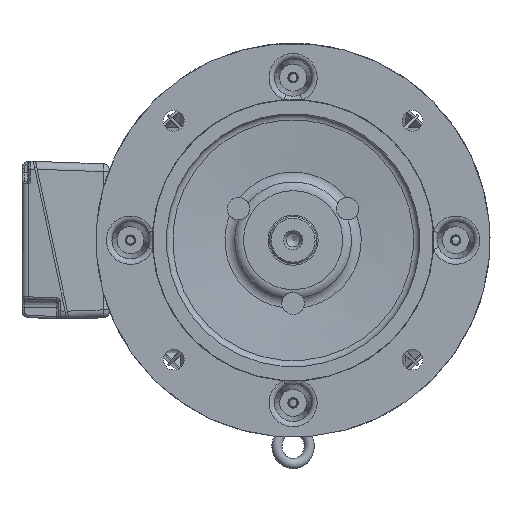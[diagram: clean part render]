
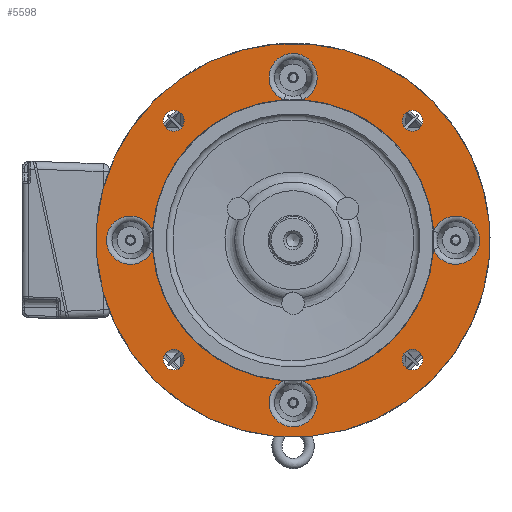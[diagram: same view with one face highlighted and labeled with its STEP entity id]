
A CAD part, left-side view. The second image highlights one B-rep face of the part: STEP entity #5598.
In plain terms, the highlighted planar face has unit normal (-1, 0, 0).
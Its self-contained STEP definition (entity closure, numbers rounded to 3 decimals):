
#5598 = ADVANCED_FACE( '', ( #13517, #13518, #13519, #13520, #13521, #13522 ), #13523, .T. );
#13517 = FACE_BOUND( '', #44926, .T. );
#13518 = FACE_BOUND( '', #44927, .T. );
#13519 = FACE_BOUND( '', #44928, .T. );
#13520 = FACE_BOUND( '', #44929, .T. );
#13521 = FACE_OUTER_BOUND( '', #44930, .T. );
#13522 = FACE_BOUND( '', #44931, .T. );
#13523 = PLANE( '', #44932 );
#44926 = EDGE_LOOP( '', ( #86994 ) );
#44927 = EDGE_LOOP( '', ( #86995 ) );
#44928 = EDGE_LOOP( '', ( #86996 ) );
#44929 = EDGE_LOOP( '', ( #86997 ) );
#44930 = EDGE_LOOP( '', ( #86998 ) );
#44931 = EDGE_LOOP( '', ( #86999, #87000, #87001, #87002, #87003, #87004, #87005, #87006 ) );
#44932 = AXIS2_PLACEMENT_3D( '', #87007, #87008, #87009 );
#86994 = ORIENTED_EDGE( '', *, *, #107156, .T. );
#86995 = ORIENTED_EDGE( '', *, *, #106876, .T. );
#86996 = ORIENTED_EDGE( '', *, *, #111988, .T. );
#86997 = ORIENTED_EDGE( '', *, *, #107230, .T. );
#86998 = ORIENTED_EDGE( '', *, *, #111989, .T. );
#86999 = ORIENTED_EDGE( '', *, *, #111990, .F. );
#87000 = ORIENTED_EDGE( '', *, *, #111991, .T. );
#87001 = ORIENTED_EDGE( '', *, *, #111992, .F. );
#87002 = ORIENTED_EDGE( '', *, *, #111993, .T. );
#87003 = ORIENTED_EDGE( '', *, *, #111994, .F. );
#87004 = ORIENTED_EDGE( '', *, *, #107893, .T. );
#87005 = ORIENTED_EDGE( '', *, *, #111995, .F. );
#87006 = ORIENTED_EDGE( '', *, *, #111996, .T. );
#87007 = CARTESIAN_POINT( '', ( -41.5, -120.741, 32.352 ) );
#87008 = DIRECTION( '', ( -1., 0., 0. ) );
#87009 = DIRECTION( '', ( 0., -0.259, -0.966 ) );
#106876 = EDGE_CURVE( '', #119538, #119538, #119539, .T. );
#107156 = EDGE_CURVE( '', #120046, #120046, #120047, .T. );
#107230 = EDGE_CURVE( '', #120174, #120174, #120175, .T. );
#107893 = EDGE_CURVE( '', #121318, #121323, #121325, .F. );
#111988 = EDGE_CURVE( '', #127937, #127937, #127938, .T. );
#111989 = EDGE_CURVE( '', #127939, #127939, #127940, .T. );
#111990 = EDGE_CURVE( '', #126536, #127941, #127942, .T. );
#111991 = EDGE_CURVE( '', #126536, #126534, #127943, .F. );
#111992 = EDGE_CURVE( '', #124236, #126534, #127944, .T. );
#111993 = EDGE_CURVE( '', #124236, #124232, #127945, .F. );
#111994 = EDGE_CURVE( '', #121318, #124232, #127946, .T. );
#111995 = EDGE_CURVE( '', #127947, #121323, #127948, .T. );
#111996 = EDGE_CURVE( '', #127947, #127941, #127949, .F. );
#119538 = VERTEX_POINT( '', #142457 );
#119539 = CIRCLE( '', #142458, 9.25 );
#120046 = VERTEX_POINT( '', #144448 );
#120047 = CIRCLE( '', #144449, 9.25 );
#120174 = VERTEX_POINT( '', #144889 );
#120175 = CIRCLE( '', #144890, 9.25 );
#121318 = VERTEX_POINT( '', #150083 );
#121323 = VERTEX_POINT( '', #150088 );
#121325 = CIRCLE( '', #150090, 21.397 );
#124232 = VERTEX_POINT( '', #162861 );
#124236 = VERTEX_POINT( '', #162909 );
#126534 = VERTEX_POINT( '', #172982 );
#126536 = VERTEX_POINT( '', #172984 );
#127937 = VERTEX_POINT( '', #178718 );
#127938 = CIRCLE( '', #178719, 9.25 );
#127939 = VERTEX_POINT( '', #178720 );
#127940 = CIRCLE( '', #178721, 175. );
#127941 = VERTEX_POINT( '', #178722 );
#127942 = CIRCLE( '', #178723, 125. );
#127943 = CIRCLE( '', #178724, 21.397 );
#127944 = CIRCLE( '', #178725, 125. );
#127945 = CIRCLE( '', #178726, 21.397 );
#127946 = CIRCLE( '', #178727, 125. );
#127947 = VERTEX_POINT( '', #178728 );
#127948 = CIRCLE( '', #178729, 125. );
#127949 = CIRCLE( '', #178730, 21.397 );
#142457 = CARTESIAN_POINT( '', ( -41.5, 103.672, 97.131 ) );
#142458 = AXIS2_PLACEMENT_3D( '', #209101, #209102, #209103 );
#144448 = CARTESIAN_POINT( '', ( -41.5, -97.131, 103.672 ) );
#144449 = AXIS2_PLACEMENT_3D( '', #209383, #209384, #209385 );
#144889 = CARTESIAN_POINT( '', ( -41.5, -103.672, -97.131 ) );
#144890 = AXIS2_PLACEMENT_3D( '', #209454, #209455, #209456 );
#150083 = CARTESIAN_POINT( '', ( -41.5, -8.188, -124.732 ) );
#150088 = CARTESIAN_POINT( '', ( -41.5, 8.188, -124.732 ) );
#150090 = AXIS2_PLACEMENT_3D( '', #210132, #210133, #210134 );
#162861 = CARTESIAN_POINT( '', ( -41.5, -124.732, -8.188 ) );
#162909 = CARTESIAN_POINT( '', ( -41.5, -124.732, 8.188 ) );
#172982 = CARTESIAN_POINT( '', ( -41.5, -8.188, 124.732 ) );
#172984 = CARTESIAN_POINT( '', ( -41.5, 8.188, 124.732 ) );
#178718 = CARTESIAN_POINT( '', ( -41.5, 97.131, -103.672 ) );
#178719 = AXIS2_PLACEMENT_3D( '', #214415, #214416, #214417 );
#178720 = CARTESIAN_POINT( '', ( -41.5, -45.293, -169.037 ) );
#178721 = AXIS2_PLACEMENT_3D( '', #214418, #214419, #214420 );
#178722 = CARTESIAN_POINT( '', ( -41.5, 124.732, 8.188 ) );
#178723 = AXIS2_PLACEMENT_3D( '', #214421, #214422, #214423 );
#178724 = AXIS2_PLACEMENT_3D( '', #214424, #214425, #214426 );
#178725 = AXIS2_PLACEMENT_3D( '', #214427, #214428, #214429 );
#178726 = AXIS2_PLACEMENT_3D( '', #214430, #214431, #214432 );
#178727 = AXIS2_PLACEMENT_3D( '', #214433, #214434, #214435 );
#178728 = CARTESIAN_POINT( '', ( -41.5, 124.732, -8.188 ) );
#178729 = AXIS2_PLACEMENT_3D( '', #214436, #214437, #214438 );
#178730 = AXIS2_PLACEMENT_3D( '', #214439, #214440, #214441 );
#209101 = CARTESIAN_POINT( '', ( -41.5, 106.066, 106.066 ) );
#209102 = DIRECTION( '', ( 1., 0., 0. ) );
#209103 = DIRECTION( '', ( 0., -0.259, -0.966 ) );
#209383 = CARTESIAN_POINT( '', ( -41.5, -106.066, 106.066 ) );
#209384 = DIRECTION( '', ( 1., 0., 0. ) );
#209385 = DIRECTION( '', ( 0., 0.966, -0.259 ) );
#209454 = CARTESIAN_POINT( '', ( -41.5, -106.066, -106.066 ) );
#209455 = DIRECTION( '', ( 1., 0., 0. ) );
#209456 = DIRECTION( '', ( 0., 0.259, 0.966 ) );
#210132 = CARTESIAN_POINT( '', ( -41.5, 0., -144.5 ) );
#210133 = DIRECTION( '', ( -1., 0., 0. ) );
#210134 = DIRECTION( '', ( 0., -0.259, -0.966 ) );
#214415 = CARTESIAN_POINT( '', ( -41.5, 106.066, -106.066 ) );
#214416 = DIRECTION( '', ( 1., 0., 0. ) );
#214417 = DIRECTION( '', ( 0., -0.966, 0.259 ) );
#214418 = CARTESIAN_POINT( '', ( -41.5, 0., 0. ) );
#214419 = DIRECTION( '', ( -1., 0., 0. ) );
#214420 = DIRECTION( '', ( 0., -0.259, -0.966 ) );
#214421 = CARTESIAN_POINT( '', ( -41.5, 0., 0. ) );
#214422 = DIRECTION( '', ( -1., 0., 0. ) );
#214423 = DIRECTION( '', ( 0., -0.259, -0.966 ) );
#214424 = CARTESIAN_POINT( '', ( -41.5, 0., 144.5 ) );
#214425 = DIRECTION( '', ( -1., 0., 0. ) );
#214426 = DIRECTION( '', ( 0., -0.259, -0.966 ) );
#214427 = CARTESIAN_POINT( '', ( -41.5, 0., 0. ) );
#214428 = DIRECTION( '', ( -1., 0., 0. ) );
#214429 = DIRECTION( '', ( 0., -0.259, -0.966 ) );
#214430 = CARTESIAN_POINT( '', ( -41.5, -144.5, 0. ) );
#214431 = DIRECTION( '', ( -1., 0., 0. ) );
#214432 = DIRECTION( '', ( 0., -0.259, -0.966 ) );
#214433 = CARTESIAN_POINT( '', ( -41.5, 0., 0. ) );
#214434 = DIRECTION( '', ( -1., 0., 0. ) );
#214435 = DIRECTION( '', ( 0., -0.259, -0.966 ) );
#214436 = CARTESIAN_POINT( '', ( -41.5, 0., 0. ) );
#214437 = DIRECTION( '', ( -1., 0., 0. ) );
#214438 = DIRECTION( '', ( 0., -0.259, -0.966 ) );
#214439 = CARTESIAN_POINT( '', ( -41.5, 144.5, 0. ) );
#214440 = DIRECTION( '', ( -1., 0., 0. ) );
#214441 = DIRECTION( '', ( 0., -0.259, -0.966 ) );
